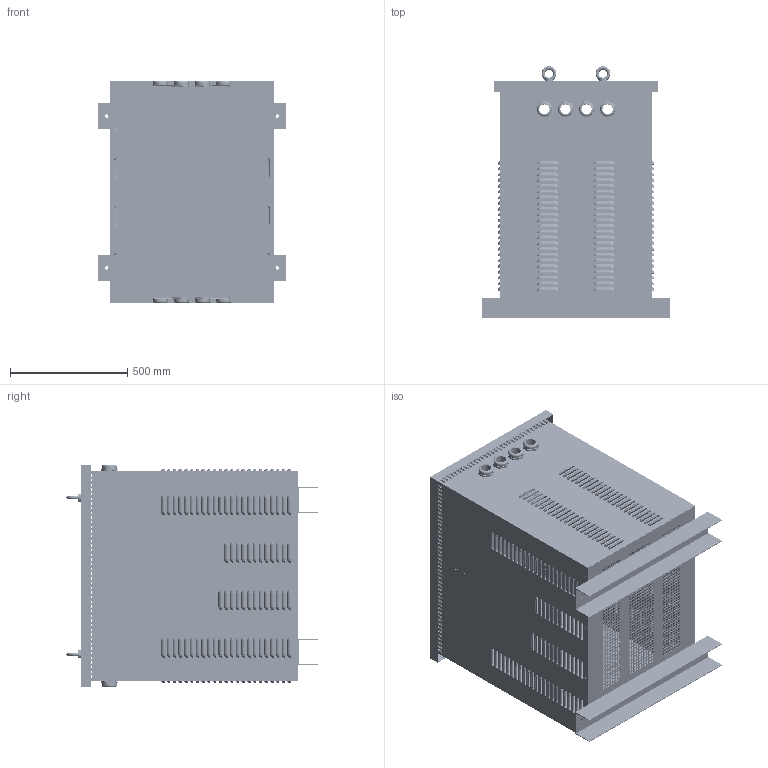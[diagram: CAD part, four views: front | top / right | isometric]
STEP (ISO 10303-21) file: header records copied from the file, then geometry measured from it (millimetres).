
FILE_DESCRIPTION(/* description */ (''),/* implementation_level */ '2;1');
FILE_NAME(/* name */ 'YLQ04105363.stp',/* time_stamp */ '2023-10-26T12:10:39+02:00',/* author */ ('velazquez'),/* organization */ (''),/* preprocessor_version */ 'ST-DEVELOPER v19.2',/* originating_system */ 'Autodesk Inventor 2023',/* authorisation */ '');
FILE_SCHEMA (('AUTOMOTIVE_DESIGN { 1 0 10303 214 3 1 1 }'));
Products named in the file (8): YLQ04105363; JE250 - JE300 BASE; JE250 - JE300 PATAS; JE250 - JE300  CUERPO; JE250 - JE300 TAPA SUPERIOR; 1411181; PLACA CARACTERISTICAS; DIN 580 - M16
Assembly tree (18 placements, depth 2):
  YLQ04105363
    JE250 - JE300 BASE
    JE250 - JE300 PATAS  x2
    JE250 - JE300  CUERPO
    JE250 - JE300 TAPA SUPERIOR
    1411181  x8
    PLACA CARACTERISTICAS
    DIN 580 - M16  x4
Bounding box: 800 x 1074 x 951.27 mm (x, y, z)
Volume: 11826068.4 mm3; surface area: 9912687.5 mm2
Topology: 18 solids, 18 shells, 5095 faces, 14552 edges, 9049 vertices
Faces by surface type: cylinder 2172, plane 1811, bspline 952, cone 124, torus 36
Full cylindrical faces by diameter (mm): 4 x8, 5 x8, 11 x936, 14.8 x4, 15 x8, 16 x4, 60 x8
Entity records: 163295 total; most frequent: CARTESIAN_POINT 34166, DIRECTION 25887, ORIENTED_EDGE 25468, EDGE_CURVE 12734, AXIS2_PLACEMENT_3D 9524, VERTEX_POINT 8172, EDGE_LOOP 7324, LINE 6839
